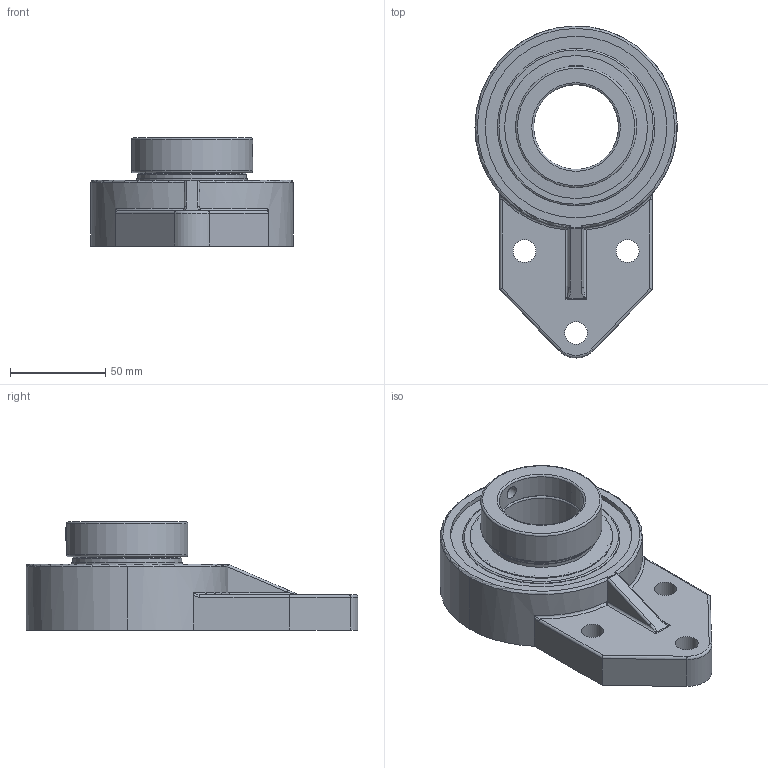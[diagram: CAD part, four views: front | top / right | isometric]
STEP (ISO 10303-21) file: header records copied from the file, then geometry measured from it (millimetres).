
FILE_DESCRIPTION(('HOOPS Exchange Step'),'2;1');
FILE_NAME('export-17CC8F78-62F4-43F6-B8F6-DDFE90C18873.stp','2020-05-20T13:18:31-07:00',('dkerr'),('Alibre'),'HOOPS Exchange 2020.0','Alibre','Unknown authorisation');
FILE_SCHEMA( ('AP242_MANAGED_MODEL_BASED_3D_ENGINEERING_MIM_LF {1 0 10303 442 1 1 4 }') );
Length unit declared in the file: inch
Products named in the file (8): MRN SFBM 209 L4L; SNC 209 (Ball Bearing); SNC 209 (Shield); SNC 209 (Setscrew); SNC 209-28 (Collar); SNC 209-28 L4L (1.750inch) (Race); MRN SNC 209-28 L4L (1.750inch); MRN SNCSFBM 209-28 L4L (1.750inch)
Assembly tree (8 placements, depth 3):
  MRN SNCSFBM 209-28 L4L (1.750inch)
    MRN SFBM 209 L4L
    MRN SNC 209-28 L4L (1.750inch)
      SNC 209 (Ball Bearing)
      SNC 209 (Shield)  x2
      SNC 209 (Setscrew)
      SNC 209-28 (Collar)
      SNC 209-28 L4L (1.750inch) (Race)
Bounding box: 105.95 x 173.98 x 56.69 mm (x, y, z)
Volume: 283448.1 mm3; surface area: 92571.4 mm2
Topology: 16 solids, 16 shells, 146 faces, 387 edges, 250 vertices
Faces by surface type: cylinder 50, plane 40, torus 20, sphere 16, bspline 10, cone 10
Full cylindrical faces by diameter (mm): 6.782 x3, 12 x3, 44.45 x2, 50.292 x2, 57.15 x4, 57.912 x2, 63.5 x1, 71.381 x2, 74.93 x2, 89.104 x1, 95.22 x1
Entity records: 7687 total; most frequent: CARTESIAN_POINT 4035, DIRECTION 772, ORIENTED_EDGE 680, EDGE_CURVE 340, AXIS2_PLACEMENT_3D 333, VERTEX_POINT 236, CIRCLE 170, EDGE_LOOP 162
